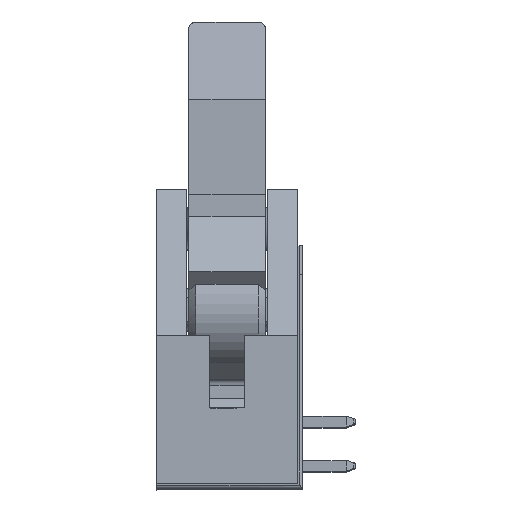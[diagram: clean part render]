
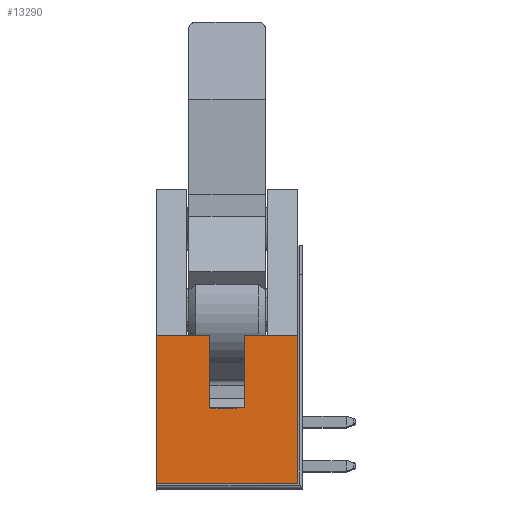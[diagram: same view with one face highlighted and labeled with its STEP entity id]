
A CAD part, top view. The second image highlights one B-rep face of the part: STEP entity #13290.
In plain terms, the highlighted planar face has unit normal (0, 0, 1).
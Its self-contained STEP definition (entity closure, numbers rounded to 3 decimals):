
#834=DIRECTION('',(0.,-1.,0.));
#835=VECTOR('',#834,4.14);
#836=CARTESIAN_POINT('',(-1.,1.24,52.32));
#837=LINE('474',#836,#835);
#838=DIRECTION('',(1.,0.,0.));
#839=VECTOR('',#838,2.);
#840=CARTESIAN_POINT('',(-1.,-2.9,52.32));
#841=LINE('475',#840,#839);
#842=DIRECTION('',(0.,-1.,0.));
#843=VECTOR('',#842,4.14);
#844=CARTESIAN_POINT('',(1.,1.24,52.32));
#845=LINE('476',#844,#843);
#846=DIRECTION('',(1.,0.,0.));
#847=VECTOR('',#846,1.325);
#848=CARTESIAN_POINT('',(1.,1.24,52.32));
#849=LINE('527',#848,#847);
#850=DIRECTION('',(1.,0.,0.));
#851=VECTOR('',#850,1.725);
#852=CARTESIAN_POINT('',(2.325,1.24,52.32));
#853=LINE('359',#852,#851);
#854=DIRECTION('',(0.,1.,0.));
#855=VECTOR('',#854,8.5);
#856=CARTESIAN_POINT('',(4.05,-7.26,52.32));
#857=LINE('121',#856,#855);
#858=DIRECTION('',(1.,0.,0.));
#859=VECTOR('',#858,8.1);
#860=CARTESIAN_POINT('',(-4.05,-7.26,52.32));
#861=LINE('34',#860,#859);
#862=DIRECTION('',(0.,-1.,0.));
#863=VECTOR('',#862,8.5);
#864=CARTESIAN_POINT('',(-4.05,1.24,52.32));
#865=LINE('120',#864,#863);
#866=DIRECTION('',(1.,0.,0.));
#867=VECTOR('',#866,1.725);
#868=CARTESIAN_POINT('',(-4.05,1.24,52.32));
#869=LINE('358',#868,#867);
#870=DIRECTION('',(1.,0.,0.));
#871=VECTOR('',#870,1.325);
#872=CARTESIAN_POINT('',(-2.325,1.24,52.32));
#873=LINE('526',#872,#871);
#9456=CARTESIAN_POINT('',(-4.05,-7.26,52.32));
#9457=CARTESIAN_POINT('',(4.05,-7.26,52.32));
#9458=VERTEX_POINT('',#9456);
#9459=VERTEX_POINT('',#9457);
#9460=CARTESIAN_POINT('',(-4.05,1.24,52.32));
#9462=VERTEX_POINT('',#9460);
#9494=CARTESIAN_POINT('',(4.05,1.24,52.32));
#9495=VERTEX_POINT('',#9494);
#9582=CARTESIAN_POINT('',(-2.325,1.24,52.32));
#9583=VERTEX_POINT('',#9582);
#9584=CARTESIAN_POINT('',(2.325,1.24,52.32));
#9585=VERTEX_POINT('',#9584);
#9608=CARTESIAN_POINT('',(-1.,1.24,52.32));
#9609=CARTESIAN_POINT('',(-1.,-2.9,52.32));
#9610=VERTEX_POINT('',#9608);
#9611=VERTEX_POINT('',#9609);
#9612=CARTESIAN_POINT('',(1.,-2.9,52.32));
#9613=VERTEX_POINT('',#9612);
#9614=CARTESIAN_POINT('',(1.,1.24,52.32));
#9615=VERTEX_POINT('',#9614);
#13266=CARTESIAN_POINT('',(0.,0.,52.32));
#13267=DIRECTION('',(0.,0.,1.));
#13268=DIRECTION('',(1.,0.,0.));
#13269=AXIS2_PLACEMENT_3D('',#13266,#13267,#13268);
#13270=PLANE('32',#13269);
#13272=ORIENTED_EDGE('474',*,*,#13271,.T.);
#13274=ORIENTED_EDGE('475',*,*,#13273,.T.);
#13276=ORIENTED_EDGE('476',*,*,#13275,.F.);
#13278=ORIENTED_EDGE('527',*,*,#13277,.T.);
#13279=ORIENTED_EDGE('359',*,*,#13259,.T.);
#13281=ORIENTED_EDGE('121',*,*,#13280,.F.);
#13283=ORIENTED_EDGE('34',*,*,#13282,.F.);
#13284=ORIENTED_EDGE('120',*,*,#12951,.F.);
#13285=ORIENTED_EDGE('358',*,*,#13245,.T.);
#13287=ORIENTED_EDGE('526',*,*,#13286,.T.);
#13288=EDGE_LOOP('32',(#13272,#13274,#13276,#13278,#13279,#13281,#13283,#13284,
#13285,#13287));
#13289=FACE_OUTER_BOUND('32',#13288,.F.);
#13290=ADVANCED_FACE('32',(#13289),#13270,.T.);
#12951=EDGE_CURVE('120',#9462,#9458,#865,.T.);
#13245=EDGE_CURVE('358',#9462,#9583,#869,.T.);
#13259=EDGE_CURVE('359',#9585,#9495,#853,.T.);
#13271=EDGE_CURVE('474',#9610,#9611,#837,.T.);
#13273=EDGE_CURVE('475',#9611,#9613,#841,.T.);
#13275=EDGE_CURVE('476',#9615,#9613,#845,.T.);
#13277=EDGE_CURVE('527',#9615,#9585,#849,.T.);
#13280=EDGE_CURVE('121',#9459,#9495,#857,.T.);
#13282=EDGE_CURVE('34',#9458,#9459,#861,.T.);
#13286=EDGE_CURVE('526',#9583,#9610,#873,.T.);
